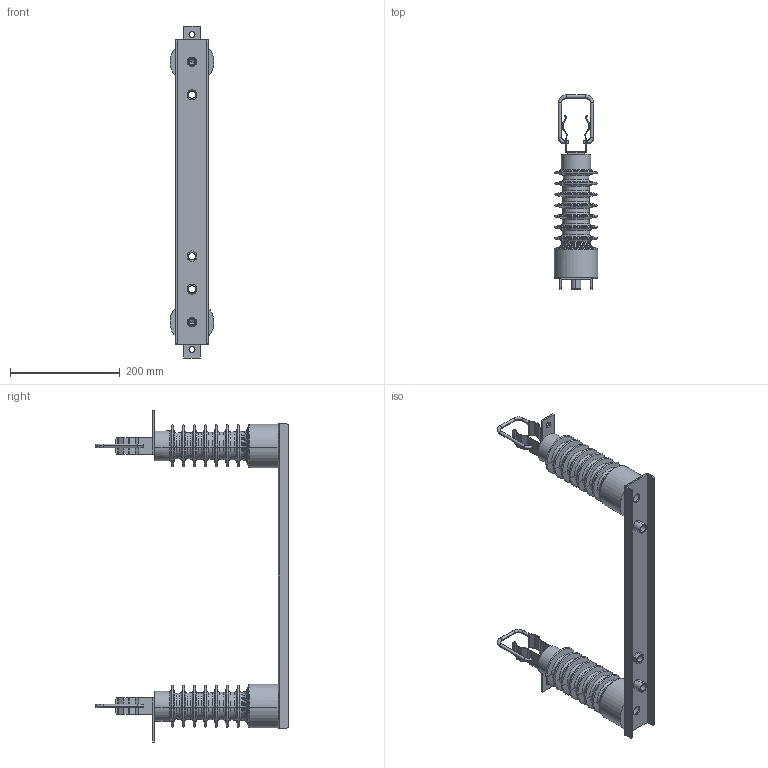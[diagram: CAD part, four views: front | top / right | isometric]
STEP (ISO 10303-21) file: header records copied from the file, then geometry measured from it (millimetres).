
FILE_DESCRIPTION((''),'2;1');
FILE_NAME('24KV-N_ASM','2022-02-18T07:58:12',('marketing.praksa'),('Audax d.o.o.'),'CREO PARAMETRIC BY PTC INC, 2021304','CREO PARAMETRIC BY PTC INC, 2021304','');
FILE_SCHEMA(('AP242_MANAGED_MODEL_BASED_3D_ENGINEERING_MIM_LF { 1 0 10303 442 1 1 4 }'));
Length unit declared in the file: millimetre
Products named in the file (16): PRT9568_1_1_1; PRT9569_1_1_1; PRT9572_1_1_1; ASM01041123_ASM_1_ASM_1_ASM_1_ASM; IN_OUT_CLIP_ASM; PRT9565_1_1; PRT9573_1_1_1; I16R26V00-1-SOLID1_1_1_1; I12R18V00-1-SOLID1_1_1_1; I06R15V00-2-SOLID1_1_1_1; ISOLATOR_24_KV_ASM_1_ASM; PRT9571_1_1; PRT9571_1_2; PRT9571_1_3; PRT9571_1_ASM; 24KV-N_ASM
Assembly tree (18 placements, depth 4):
  24KV-N_ASM
    IN_OUT_CLIP_ASM  x2
      ASM01041123_ASM_1_ASM_1_ASM_1_ASM
        PRT9568_1_1_1
        PRT9569_1_1_1
        PRT9572_1_1_1
    PRT9565_1_1
    ISOLATOR_24_KV_ASM_1_ASM  x2
      PRT9573_1_1_1
      I16R26V00-1-SOLID1_1_1_1
      I12R18V00-1-SOLID1_1_1_1
      I06R15V00-2-SOLID1_1_1_1
    PRT9571_1_ASM
      PRT9571_1_1
      PRT9571_1_2
      PRT9571_1_3
Bounding box: 79.87 x 354.04 x 606 mm (x, y, z)
Volume: 1546848.5 mm3; surface area: 340403.8 mm2
Topology: 20 solids, 20 shells, 870 faces, 2192 edges, 1388 vertices
Faces by surface type: cylinder 300, torus 208, plane 202, cone 144, sphere 16
Entity records: 21412 total; most frequent: DIRECTION 3091, CARTESIAN_POINT 2665, ORIENTED_EDGE 2458, AXIS2_PLACEMENT_3D 1276, EDGE_CURVE 1229, PRESENTATION_STYLE_ASSIGNMENT 811, STYLED_ITEM 811, VERTEX_POINT 794
